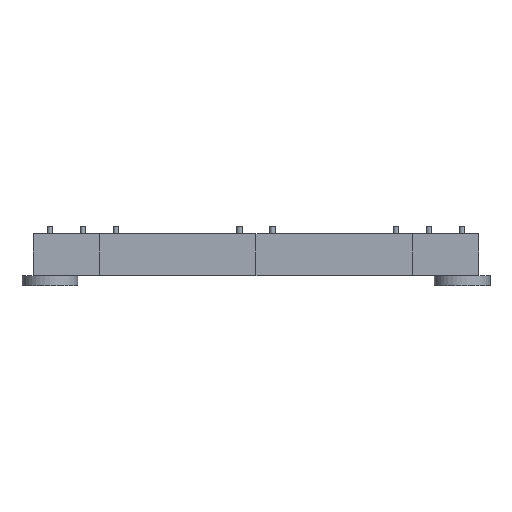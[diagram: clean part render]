
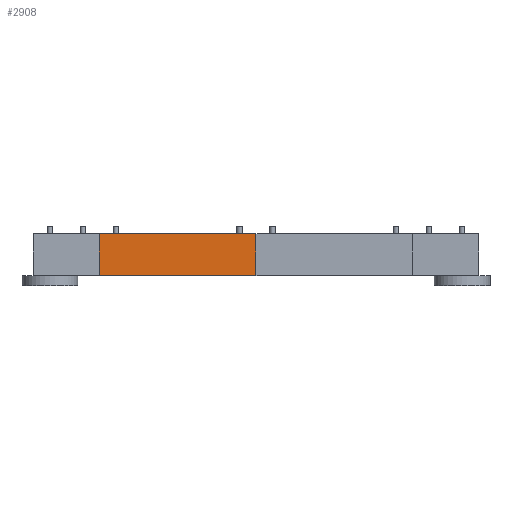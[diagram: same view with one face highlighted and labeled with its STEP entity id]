
A CAD part, front view. The second image highlights one B-rep face of the part: STEP entity #2908.
In plain terms, the highlighted planar face has unit normal (0, -1, 0).
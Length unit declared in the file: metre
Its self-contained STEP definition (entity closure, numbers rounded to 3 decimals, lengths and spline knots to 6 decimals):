
#329=LINE('',#4750,#533);
#332=LINE('',#4756,#536);
#333=LINE('',#4758,#537);
#334=LINE('',#4760,#538);
#533=VECTOR('',#3883,1.);
#536=VECTOR('',#3888,1.);
#537=VECTOR('',#3889,1.);
#538=VECTOR('',#3890,1.);
#900=ORIENTED_EDGE('',*,*,#1445,.T.);
#901=ORIENTED_EDGE('',*,*,#1446,.F.);
#902=ORIENTED_EDGE('',*,*,#1447,.F.);
#903=ORIENTED_EDGE('',*,*,#1442,.T.);
#1442=EDGE_CURVE('',#1747,#1745,#329,.T.);
#1445=EDGE_CURVE('',#1745,#1749,#332,.T.);
#1446=EDGE_CURVE('',#1750,#1749,#333,.T.);
#1447=EDGE_CURVE('',#1747,#1750,#334,.T.);
#1745=VERTEX_POINT('',#4748);
#1747=VERTEX_POINT('',#4751);
#1749=VERTEX_POINT('',#4757);
#1750=VERTEX_POINT('',#4759);
#2157=EDGE_LOOP('',(#900,#901,#902,#903));
#2494=FACE_BOUND('',#2157,.T.);
#2758=PLANE('',#3324);
#2908=ADVANCED_FACE('',(#2494),#2758,.F.);
#3324=AXIS2_PLACEMENT_3D('',#4755,#3886,#3887);
#3883=DIRECTION('',(0.,0.,-1.));
#3886=DIRECTION('',(0.,1.,0.));
#3887=DIRECTION('',(-1.,0.,0.));
#3888=DIRECTION('',(1.,0.,0.));
#3889=DIRECTION('',(0.,0.,-1.));
#3890=DIRECTION('',(1.,0.,0.));
#4748=CARTESIAN_POINT('',(-0.1413,-0.1824,0.));
#4750=CARTESIAN_POINT('',(-0.1413,-0.1824,0.0381));
#4751=CARTESIAN_POINT('',(-0.1413,-0.1824,0.0381));
#4755=CARTESIAN_POINT('',(-0.0701,-0.1824,0.0381));
#4756=CARTESIAN_POINT('',(-0.0701,-0.1824,0.));
#4757=CARTESIAN_POINT('',(0.0011,-0.1824,0.));
#4758=CARTESIAN_POINT('',(0.0011,-0.1824,0.0381));
#4759=CARTESIAN_POINT('',(0.0011,-0.1824,0.0381));
#4760=CARTESIAN_POINT('',(-0.0701,-0.1824,0.0381));
